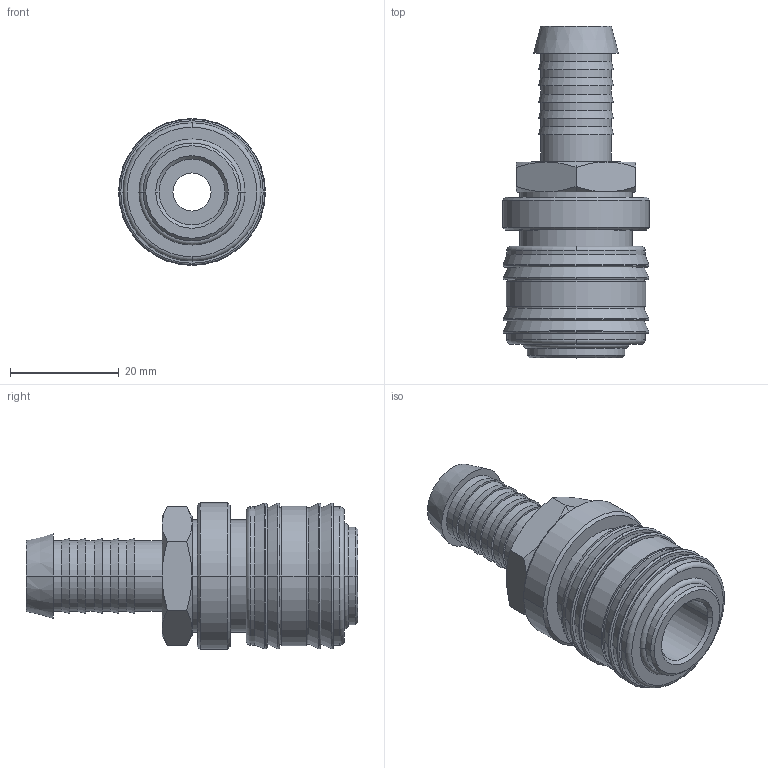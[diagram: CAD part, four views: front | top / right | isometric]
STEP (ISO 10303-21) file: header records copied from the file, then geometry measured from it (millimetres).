
FILE_DESCRIPTION(('STEP AP214'),'1');
FILE_NAME('es_13_tm.stp','2020-03-05T09:11:36',('TraceParts'),('TraceParts S.A.'),'Spatial InterOp 3D',' ',' ');
FILE_SCHEMA(('automotive_design'));
Length unit declared in the file: millimetre
Products named in the file (1): 1
Bounding box: 27 x 61 x 27 mm (x, y, z)
Volume: 16645.6 mm3; surface area: 7407.9 mm2
Topology: 1 solids, 1 shells, 127 faces, 277 edges, 171 vertices
Faces by surface type: cone 44, cylinder 34, plane 27, torus 22
Entity records: 4584 total; most frequent: DIRECTION 690, CARTESIAN_POINT 672, ORIENTED_EDGE 554, AXIS2_PLACEMENT_3D 309, EDGE_CURVE 277, CIRCLE 181, VERTEX_POINT 171, EDGE_LOOP 148
